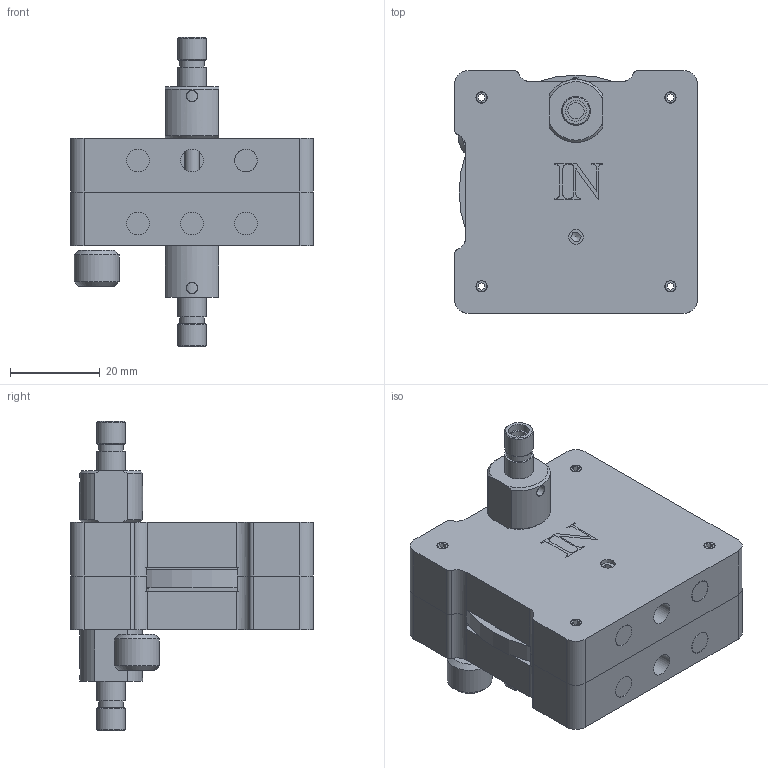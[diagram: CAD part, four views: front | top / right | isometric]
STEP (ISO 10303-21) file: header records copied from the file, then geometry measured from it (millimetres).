
FILE_DESCRIPTION (( 'STEP AP203' ), '1' );
FILE_NAME ('OVAS-245600-M.STEP', '2023-05-31T01:31:41', ( '' ), ( '' ), 'SwSTEP 2.0', 'SolidWorks 2022', '' );
FILE_SCHEMA (( 'CONFIG_CONTROL_DESIGN' ));
Length unit declared in the file: millimetre
Products named in the file (1): OVAS-245600-M
Bounding box: 54 x 54 x 68.76 mm (x, y, z)
Surface area: 20726 mm2 (no closed solid volume)
Topology: 0 solids, 38 shells, 236 faces, 1198 edges, 1011 vertices
Faces by surface type: plane 137, cylinder 77, cone 15, torus 5, bspline 2
Full cylindrical faces by diameter (mm): 2.5 x7, 3.3 x1, 3.6 x2, 4.6 x2, 5 x10, 5.1 x8, 5.3 x1, 5.5 x6, 6 x1, 6.35 x4, 6.401 x1, 6.5 x4, 10 x1, 52 x1
Entity records: 17295 total; most frequent: CARTESIAN_POINT 8690, ORIENTED_EDGE 1557, DIRECTION 1406, EDGE_CURVE 1126, VERTEX_POINT 1005, AXIS2_PLACEMENT_3D 493, B_SPLINE_CURVE_WITH_KNOTS 448, EDGE_LOOP 441
